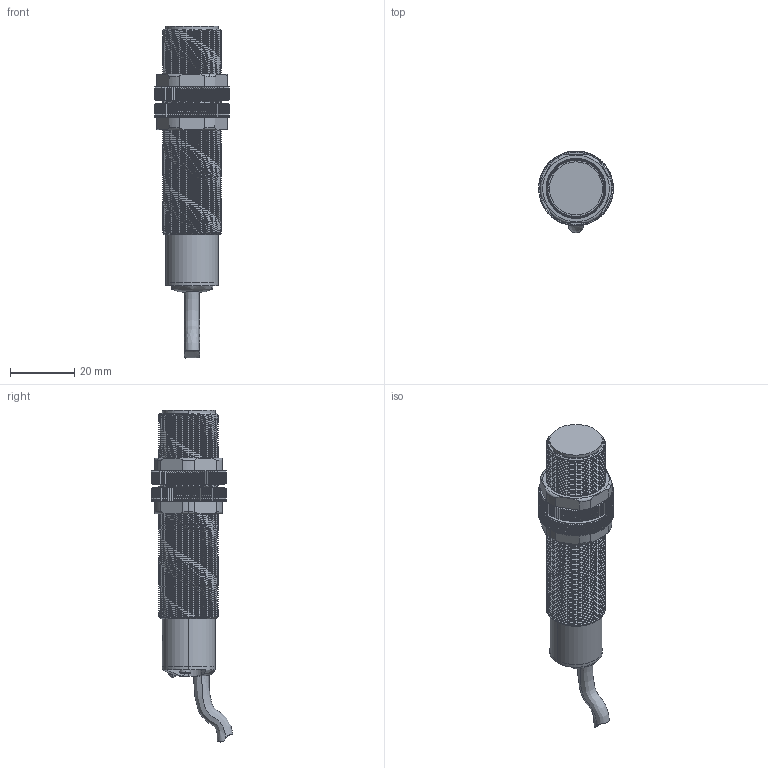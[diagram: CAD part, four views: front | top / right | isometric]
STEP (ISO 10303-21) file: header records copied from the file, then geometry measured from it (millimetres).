
FILE_DESCRIPTION (( 'STEP AP214' ), '1' );
FILE_NAME ('Ñáîðêà CAP18_K.STEP', '2020-08-04T08:46:40', ( 'managet2' ), ( '' ), 'SwSTEP 2.0', 'SolidWorks 2016', '' );
FILE_SCHEMA (( 'AUTOMOTIVE_DESIGN' ));
Length unit declared in the file: millimetre
Products named in the file (6): CAP18-Ãàéêà; CAP18_K; 栖闉罻 CAP18_K
Assembly tree (3 placements, depth 2):
  CAP18-Ãàéêà
  CAP18-Ãàéêà
  CAP18_K
  栖闉罻 CAP18_K
    CAP18_K
    CAP18-Ãàéêà  x2
Bounding box: 23.3 x 25.39 x 103.48 mm (x, y, z)
Volume: 23277.2 mm3; surface area: 12332.8 mm2
Topology: 7 solids, 7 shells, 1478 faces, 4270 edges, 2814 vertices
Faces by surface type: cylinder 923, plane 515, torus 16, bspline 13, cone 9, sphere 2
Full cylindrical faces by diameter (mm): 18.5 x98
Entity records: 45516 total; most frequent: CARTESIAN_POINT 24186, ORIENTED_EDGE 4712, DIRECTION 3674, EDGE_CURVE 2356, VERTEX_POINT 1553, AXIS2_PLACEMENT_3D 1359, LINE 956, VECTOR 956
